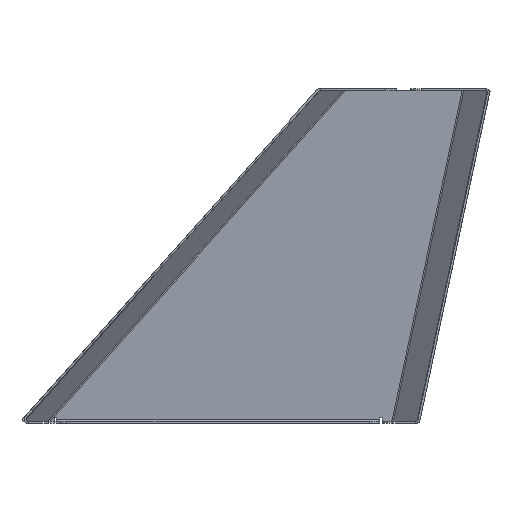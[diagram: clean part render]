
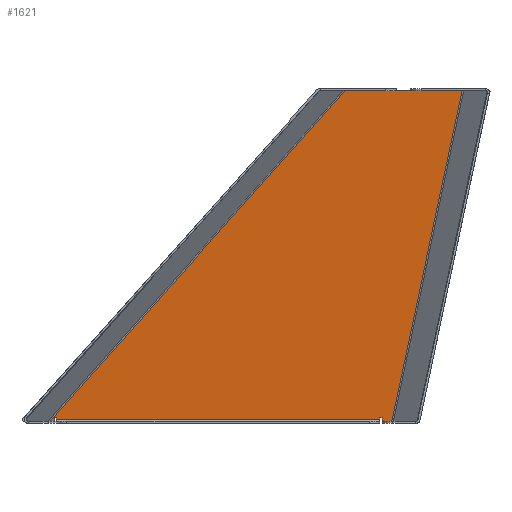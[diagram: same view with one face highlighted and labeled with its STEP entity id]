
A CAD part, front view. The second image highlights one B-rep face of the part: STEP entity #1621.
In plain terms, the highlighted planar face has unit normal (0, -0.995, -0.102).
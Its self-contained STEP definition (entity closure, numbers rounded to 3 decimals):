
#1145=CARTESIAN_POINT('',(-373.5,179.662,-466.695));
#1146=VERTEX_POINT('',#1145);
#1208=CARTESIAN_POINT('',(86.5,179.662,-466.695));
#1209=VERTEX_POINT('',#1208);
#1240=CARTESIAN_POINT('',(-373.5,179.662,-466.695));
#1241=DIRECTION('',(1.0,0.0,0.0));
#1242=VECTOR('',#1241,460.0);
#1243=LINE('',#1240,#1242);
#1244=EDGE_CURVE('',#1146,#1209,#1243,.T.);
#1320=CARTESIAN_POINT('',(89.5,180.,-470.));
#1321=VERTEX_POINT('',#1320);
#1328=CARTESIAN_POINT('',(89.5,179.51,-465.203));
#1329=VERTEX_POINT('',#1328);
#1330=CARTESIAN_POINT('',(89.5,179.51,-465.203));
#1331=DIRECTION('',(0.0,0.102,-0.995));
#1332=VECTOR('',#1331,4.822);
#1333=LINE('',#1330,#1332);
#1334=EDGE_CURVE('',#1329,#1321,#1333,.T.);
#1359=CARTESIAN_POINT('',(86.5,179.51,-465.203));
#1360=VERTEX_POINT('',#1359);
#1361=CARTESIAN_POINT('',(86.5,179.51,-465.203));
#1362=DIRECTION('',(1.0,0.0,0.0));
#1363=VECTOR('',#1362,3.);
#1364=LINE('',#1361,#1363);
#1365=EDGE_CURVE('',#1360,#1329,#1364,.T.);
#1389=CARTESIAN_POINT('',(86.5,179.662,-466.695));
#1390=DIRECTION('',(0.0,-0.102,0.995));
#1391=VECTOR('',#1390,1.5);
#1392=LINE('',#1389,#1391);
#1393=EDGE_CURVE('',#1209,#1360,#1392,.T.);
#1404=CARTESIAN_POINT('',(-373.5,179.51,-465.203));
#1405=VERTEX_POINT('',#1404);
#1406=CARTESIAN_POINT('',(-373.5,179.51,-465.203));
#1407=DIRECTION('',(0.0,0.102,-0.995));
#1408=VECTOR('',#1407,1.5);
#1409=LINE('',#1406,#1408);
#1410=EDGE_CURVE('',#1405,#1146,#1409,.T.);
#1443=CARTESIAN_POINT('',(-376.5,179.51,-465.203));
#1444=VERTEX_POINT('',#1443);
#1445=CARTESIAN_POINT('',(-376.5,179.51,-465.203));
#1446=DIRECTION('',(1.0,0.0,0.0));
#1447=VECTOR('',#1446,3.);
#1448=LINE('',#1445,#1447);
#1449=EDGE_CURVE('',#1444,#1405,#1448,.T.);
#1474=CARTESIAN_POINT('',(-376.5,180.,-470.0));
#1475=VERTEX_POINT('',#1474);
#1476=CARTESIAN_POINT('',(-376.5,180.0,-470.));
#1477=DIRECTION('',(0.0,-0.102,0.995));
#1478=VECTOR('',#1477,4.822);
#1479=LINE('',#1476,#1478);
#1480=EDGE_CURVE('',#1475,#1444,#1479,.T.);
#1550=CARTESIAN_POINT('',(-382.744,180.,-470.));
#1551=VERTEX_POINT('',#1550);
#1552=CARTESIAN_POINT('',(-382.744,180.0,-470.0));
#1553=DIRECTION('',(1.0,0.0,0.0));
#1554=VECTOR('',#1553,6.244);
#1555=LINE('',#1552,#1554);
#1556=EDGE_CURVE('',#1551,#1475,#1555,.T.);
#1576=CARTESIAN_POINT('',(35.355,132.0,0.0));
#1577=DIRECTION('',(0.0,0.995,0.102));
#1578=DIRECTION('',(0.0,-0.102,0.995));
#1579=AXIS2_PLACEMENT_3D('',#1576,#1577,#1578);
#1580=PLANE('',#1579);
#1581=ORIENTED_EDGE('',*,*,#1334,.T.);
#1582=CARTESIAN_POINT('',(103.34,180.,-470.0));
#1583=VERTEX_POINT('',#1582);
#1584=CARTESIAN_POINT('',(89.5,180.0,-470.0));
#1585=DIRECTION('',(1.0,0.0,0.0));
#1586=VECTOR('',#1585,13.84);
#1587=LINE('',#1584,#1586);
#1588=EDGE_CURVE('',#1321,#1583,#1587,.T.);
#1589=ORIENTED_EDGE('',*,*,#1588,.T.);
#1590=CARTESIAN_POINT('',(203.34,132.,0.));
#1591=VERTEX_POINT('',#1590);
#1592=CARTESIAN_POINT('',(103.34,180.0,-470.0));
#1593=DIRECTION('',(0.207,-0.099,0.973));
#1594=VECTOR('',#1593,482.912);
#1595=LINE('',#1592,#1594);
#1596=EDGE_CURVE('',#1583,#1591,#1595,.T.);
#1597=ORIENTED_EDGE('',*,*,#1596,.T.);
#1598=CARTESIAN_POINT('',(37.256,132.,0.));
#1599=VERTEX_POINT('',#1598);
#1600=CARTESIAN_POINT('',(37.256,132.0,0.0));
#1601=DIRECTION('',(1.0,0.0,0.0));
#1602=VECTOR('',#1601,166.084);
#1603=LINE('',#1600,#1602);
#1604=EDGE_CURVE('',#1599,#1591,#1603,.T.);
#1605=ORIENTED_EDGE('',*,*,#1604,.F.);
#1606=CARTESIAN_POINT('',(37.256,132.,0.));
#1607=DIRECTION('',(-0.664,0.076,-0.744));
#1608=VECTOR('',#1607,632.142);
#1609=LINE('',#1606,#1608);
#1610=EDGE_CURVE('',#1599,#1551,#1609,.T.);
#1611=ORIENTED_EDGE('',*,*,#1610,.T.);
#1612=ORIENTED_EDGE('',*,*,#1556,.T.);
#1613=ORIENTED_EDGE('',*,*,#1480,.T.);
#1614=ORIENTED_EDGE('',*,*,#1449,.T.);
#1615=ORIENTED_EDGE('',*,*,#1410,.T.);
#1616=ORIENTED_EDGE('',*,*,#1244,.T.);
#1617=ORIENTED_EDGE('',*,*,#1393,.T.);
#1618=ORIENTED_EDGE('',*,*,#1365,.T.);
#1619=EDGE_LOOP('',(#1581,#1589,#1597,#1605,#1611,#1612,#1613,#1614,#1615,#1616,#1617,#1618));
#1620=FACE_OUTER_BOUND('',#1619,.T.);
#1621=ADVANCED_FACE('',(#1620),#1580,.F.);
